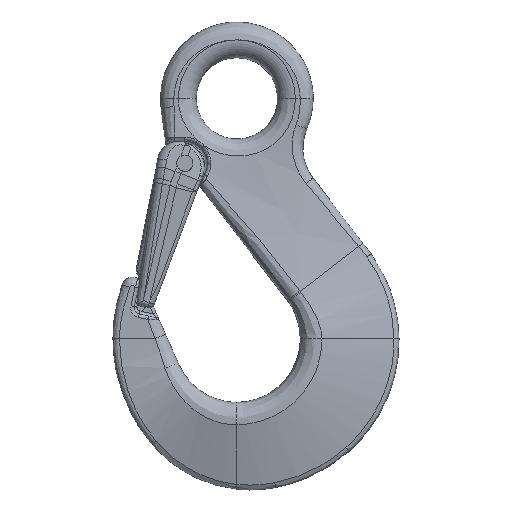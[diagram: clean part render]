
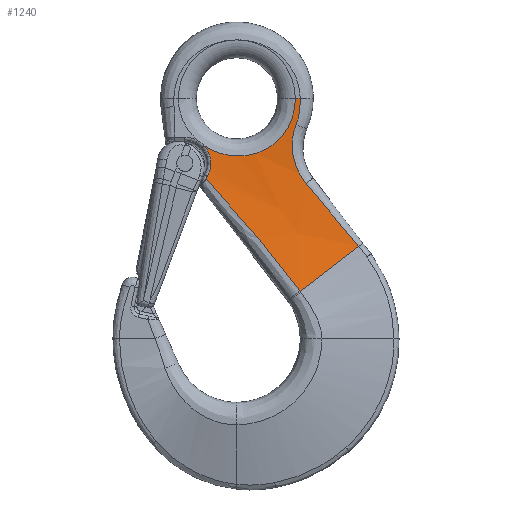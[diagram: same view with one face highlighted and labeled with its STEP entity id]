
A CAD part, top view. The second image highlights one B-rep face of the part: STEP entity #1240.
In plain terms, the highlighted free-form (B-spline) face has degree [1, 3] with [2, 5] control points.
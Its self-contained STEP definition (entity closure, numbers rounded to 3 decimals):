
#1240=ADVANCED_FACE('',(#1657),#1548,.F.);
#1548=B_SPLINE_SURFACE_WITH_KNOTS('',1,3,((#10497,#10498,#10499,#10500,#10501),
(#10502,#10503,#10504,#10505,#10506)),.UNSPECIFIED.,.F.,.F.,.F.,(2,2),(4,
1,4),(0.,1.),(0.,0.846,1.),.UNSPECIFIED.);
#1657=FACE_OUTER_BOUND('',#2058,.T.);
#2058=EDGE_LOOP('',(#2969,#2970,#2971,#2972,#2973,#2974,#2975,#2976,#2977,
#2978,#2979));
#2969=ORIENTED_EDGE('',*,*,#5203,.T.);
#2970=ORIENTED_EDGE('',*,*,#5204,.T.);
#2971=ORIENTED_EDGE('',*,*,#5205,.T.);
#2972=ORIENTED_EDGE('',*,*,#5206,.T.);
#2973=ORIENTED_EDGE('',*,*,#5207,.T.);
#2974=ORIENTED_EDGE('',*,*,#5208,.F.);
#2975=ORIENTED_EDGE('',*,*,#5209,.T.);
#2976=ORIENTED_EDGE('',*,*,#5210,.T.);
#2977=ORIENTED_EDGE('',*,*,#5211,.T.);
#2978=ORIENTED_EDGE('',*,*,#5212,.F.);
#2979=ORIENTED_EDGE('',*,*,#5213,.T.);
#4549=VERTEX_POINT('',#10182);
#4552=VERTEX_POINT('',#10411);
#4553=VERTEX_POINT('',#10412);
#4554=VERTEX_POINT('',#10420);
#4555=VERTEX_POINT('',#10425);
#4556=VERTEX_POINT('',#10437);
#4557=VERTEX_POINT('',#10442);
#4558=VERTEX_POINT('',#10447);
#4559=VERTEX_POINT('',#10464);
#4560=VERTEX_POINT('',#10471);
#4561=VERTEX_POINT('',#10484);
#5203=EDGE_CURVE('',#4552,#4553,#6000,.T.);
#5204=EDGE_CURVE('',#4553,#4554,#6001,.T.);
#5205=EDGE_CURVE('',#4554,#4555,#6002,.T.);
#5206=EDGE_CURVE('',#4555,#4556,#6003,.T.);
#5207=EDGE_CURVE('',#4556,#4557,#6004,.T.);
#5208=EDGE_CURVE('',#4558,#4557,#6005,.T.);
#5209=EDGE_CURVE('',#4558,#4559,#6006,.T.);
#5210=EDGE_CURVE('',#4559,#4560,#6007,.T.);
#5211=EDGE_CURVE('',#4560,#4561,#6008,.T.);
#5212=EDGE_CURVE('',#4549,#4561,#6009,.T.);
#5213=EDGE_CURVE('',#4549,#4552,#6010,.T.);
#6000=B_SPLINE_CURVE_WITH_KNOTS('',3,(#10405,#10406,#10407,#10408,#10409,
#10410),.UNSPECIFIED.,.F.,.F.,(4,2,4),(0.,0.5,1.),.UNSPECIFIED.);
#6001=B_SPLINE_CURVE_WITH_KNOTS('',3,(#10413,#10414,#10415,#10416,#10417,
#10418,#10419),.UNSPECIFIED.,.F.,.F.,(4,3,4),(0.,0.354,1.),.UNSPECIFIED.);
#6002=B_SPLINE_CURVE_WITH_KNOTS('',3,(#10421,#10422,#10423,#10424),.UNSPECIFIED.,
.F.,.F.,(4,4),(0.,1.),.UNSPECIFIED.);
#6003=B_SPLINE_CURVE_WITH_KNOTS('',3,(#10426,#10427,#10428,#10429,#10430,
#10431,#10432,#10433,#10434,#10435,#10436),.UNSPECIFIED.,.F.,.F.,(4,1,1,
1,1,1,1,1,4),(0.,0.073,0.157,0.251,0.377,
0.502,0.645,0.787,1.),.UNSPECIFIED.);
#6004=B_SPLINE_CURVE_WITH_KNOTS('',3,(#10438,#10439,#10440,#10441),.UNSPECIFIED.,
.F.,.F.,(4,4),(0.,1.),.UNSPECIFIED.);
#6005=B_SPLINE_CURVE_WITH_KNOTS('',3,(#10443,#10444,#10445,#10446),.UNSPECIFIED.,
.F.,.F.,(4,4),(0.,1.),.UNSPECIFIED.);
#6006=B_SPLINE_CURVE_WITH_KNOTS('',3,(#10448,#10449,#10450,#10451,#10452,
#10453,#10454,#10455,#10456,#10457,#10458,#10459,#10460,#10461,#10462,#10463),
.UNSPECIFIED.,.F.,.F.,(4,2,2,2,2,2,2,4),(0.,0.25,0.375,
0.437,0.469,0.484,0.5,
1.),.UNSPECIFIED.);
#6007=B_SPLINE_CURVE_WITH_KNOTS('',3,(#10465,#10466,#10467,#10468,#10469,
#10470),.UNSPECIFIED.,.F.,.F.,(4,2,4),(0.,0.5,1.),.UNSPECIFIED.);
#6008=B_SPLINE_CURVE_WITH_KNOTS('',3,(#10472,#10473,#10474,#10475,#10476,
#10477,#10478,#10479,#10480,#10481,#10482,#10483),.UNSPECIFIED.,.F.,.F.,
(4,2,2,2,2,4),(0.,0.25,0.375,0.438,0.5,
1.),.UNSPECIFIED.);
#6009=B_SPLINE_CURVE_WITH_KNOTS('',1,(#10485,#10486),.UNSPECIFIED.,.F.,.F.,
(2,2),(0.,1.),.UNSPECIFIED.);
#6010=B_SPLINE_CURVE_WITH_KNOTS('',3,(#10487,#10488,#10489,#10490,#10491,
#10492,#10493,#10494,#10495,#10496),.UNSPECIFIED.,.F.,.F.,(4,2,2,2,4),(0.,
0.25,0.5,0.75,1.),.UNSPECIFIED.);
#10182=CARTESIAN_POINT('',(18.,74.,5.5));
#10405=CARTESIAN_POINT('',(-10.106,59.486,5.871));
#10406=CARTESIAN_POINT('',(-8.944,58.235,5.923));
#10407=CARTESIAN_POINT('',(-8.191,56.583,6.007));
#10408=CARTESIAN_POINT('',(-7.835,53.192,6.254));
#10409=CARTESIAN_POINT('',(-8.22,51.442,6.421));
#10410=CARTESIAN_POINT('',(-9.112,49.969,6.608));
#10411=CARTESIAN_POINT('',(-10.106,59.486,5.871));
#10412=CARTESIAN_POINT('',(-9.112,49.969,6.608));
#10413=CARTESIAN_POINT('',(-9.112,49.969,6.608));
#10414=CARTESIAN_POINT('',(-9.164,49.883,6.619));
#10415=CARTESIAN_POINT('',(-9.213,49.794,6.63));
#10416=CARTESIAN_POINT('',(-9.259,49.704,6.641));
#10417=CARTESIAN_POINT('',(-9.341,49.539,6.661));
#10418=CARTESIAN_POINT('',(-9.413,49.369,6.682));
#10419=CARTESIAN_POINT('',(-9.472,49.195,6.703));
#10420=CARTESIAN_POINT('',(-9.469,49.191,6.704));
#10421=CARTESIAN_POINT('',(-9.468,49.191,6.704));
#10422=CARTESIAN_POINT('',(-9.391,49.102,6.71));
#10423=CARTESIAN_POINT('',(-9.316,49.011,6.717));
#10424=CARTESIAN_POINT('',(-9.243,48.917,6.724));
#10425=CARTESIAN_POINT('',(-9.243,48.917,6.724));
#10426=CARTESIAN_POINT('',(-9.243,48.917,6.724));
#10427=CARTESIAN_POINT('',(-8.568,48.075,6.787));
#10428=CARTESIAN_POINT('',(-7.115,46.262,6.924));
#10429=CARTESIAN_POINT('',(-4.665,43.461,7.123));
#10430=CARTESIAN_POINT('',(-1.633,40.126,7.338));
#10431=CARTESIAN_POINT('',(1.868,36.382,7.541));
#10432=CARTESIAN_POINT('',(5.815,32.065,7.728));
#10433=CARTESIAN_POINT('',(9.647,27.326,7.92));
#10434=CARTESIAN_POINT('',(14.164,21.472,8.107));
#10435=CARTESIAN_POINT('',(17.389,17.293,8.132));
#10436=CARTESIAN_POINT('',(19.323,14.787,8.147));
#10437=CARTESIAN_POINT('',(19.323,14.787,8.147));
#10438=CARTESIAN_POINT('',(19.323,14.787,8.147));
#10439=CARTESIAN_POINT('',(19.363,14.735,8.147));
#10440=CARTESIAN_POINT('',(19.402,14.683,8.147));
#10441=CARTESIAN_POINT('',(19.441,14.631,8.147));
#10442=CARTESIAN_POINT('',(19.441,14.631,8.147));
#10443=CARTESIAN_POINT('',(37.524,28.467,3.308));
#10444=CARTESIAN_POINT('',(31.497,23.855,4.921));
#10445=CARTESIAN_POINT('',(25.469,19.243,6.534));
#10446=CARTESIAN_POINT('',(19.441,14.631,8.147));
#10447=CARTESIAN_POINT('',(37.524,28.467,3.308));
#10448=CARTESIAN_POINT('',(37.524,28.467,3.308));
#10449=CARTESIAN_POINT('',(36.782,29.437,3.308));
#10450=CARTESIAN_POINT('',(35.778,30.693,3.343));
#10451=CARTESIAN_POINT('',(33.799,33.082,3.498));
#10452=CARTESIAN_POINT('',(33.059,33.963,3.566));
#10453=CARTESIAN_POINT('',(31.816,35.423,3.693));
#10454=CARTESIAN_POINT('',(31.379,35.933,3.74));
#10455=CARTESIAN_POINT('',(30.688,36.735,3.816));
#10456=CARTESIAN_POINT('',(30.451,37.008,3.842));
#10457=CARTESIAN_POINT('',(30.088,37.428,3.882));
#10458=CARTESIAN_POINT('',(29.965,37.569,3.896));
#10459=CARTESIAN_POINT('',(29.716,37.855,3.924));
#10460=CARTESIAN_POINT('',(29.57,38.022,3.941));
#10461=CARTESIAN_POINT('',(26.014,42.096,4.342));
#10462=CARTESIAN_POINT('',(23.164,45.409,4.632));
#10463=CARTESIAN_POINT('',(21.312,47.751,4.789));
#10464=CARTESIAN_POINT('',(21.312,47.751,4.789));
#10465=CARTESIAN_POINT('',(21.312,47.751,4.789));
#10466=CARTESIAN_POINT('',(19.325,50.264,4.957));
#10467=CARTESIAN_POINT('',(17.911,53.154,5.032));
#10468=CARTESIAN_POINT('',(16.705,59.531,5.174));
#10469=CARTESIAN_POINT('',(16.941,62.802,5.245));
#10470=CARTESIAN_POINT('',(18.28,65.957,5.331));
#10471=CARTESIAN_POINT('',(18.28,65.957,5.331));
#10472=CARTESIAN_POINT('',(18.28,65.957,5.331));
#10473=CARTESIAN_POINT('',(18.529,66.544,5.347));
#10474=CARTESIAN_POINT('',(18.739,67.172,5.366));
#10475=CARTESIAN_POINT('',(18.995,68.172,5.395));
#10476=CARTESIAN_POINT('',(19.071,68.515,5.405));
#10477=CARTESIAN_POINT('',(19.169,69.044,5.42));
#10478=CARTESIAN_POINT('',(19.2,69.223,5.425));
#10479=CARTESIAN_POINT('',(19.256,69.586,5.434));
#10480=CARTESIAN_POINT('',(19.287,69.819,5.44));
#10481=CARTESIAN_POINT('',(19.439,71.05,5.471));
#10482=CARTESIAN_POINT('',(19.5,72.403,5.5));
#10483=CARTESIAN_POINT('',(19.5,74.,5.5));
#10484=CARTESIAN_POINT('',(19.5,74.,5.5));
#10485=CARTESIAN_POINT('',(-23.5,74.,5.5));
#10486=CARTESIAN_POINT('',(23.5,74.,5.5));
#10487=CARTESIAN_POINT('',(18.,74.,5.5));
#10488=CARTESIAN_POINT('',(18.,70.721,5.5));
#10489=CARTESIAN_POINT('',(17.199,67.445,5.376));
#10490=CARTESIAN_POINT('',(13.908,61.848,5.292));
#10491=CARTESIAN_POINT('',(11.431,59.565,5.348));
#10492=CARTESIAN_POINT('',(5.57,56.671,5.587));
#10493=CARTESIAN_POINT('',(2.254,56.072,5.745));
#10494=CARTESIAN_POINT('',(-4.209,56.565,5.917));
#10495=CARTESIAN_POINT('',(-7.399,57.662,5.929));
#10496=CARTESIAN_POINT('',(-10.106,59.486,5.871));
#10497=CARTESIAN_POINT('',(-67.411,74.,5.5));
#10498=CARTESIAN_POINT('',(-46.933,47.679,5.5));
#10499=CARTESIAN_POINT('',(-22.146,17.016,16.603));
#10500=CARTESIAN_POINT('',(1.156,-14.577,14.69));
#10501=CARTESIAN_POINT('',(4.743,-19.439,14.395));
#10502=CARTESIAN_POINT('',(31.354,74.,5.5));
#10503=CARTESIAN_POINT('',(35.127,60.11,5.5));
#10504=CARTESIAN_POINT('',(39.073,43.542,0.031));
#10505=CARTESIAN_POINT('',(44.208,27.42,2.509));
#10506=CARTESIAN_POINT('',(44.998,24.939,2.891));
